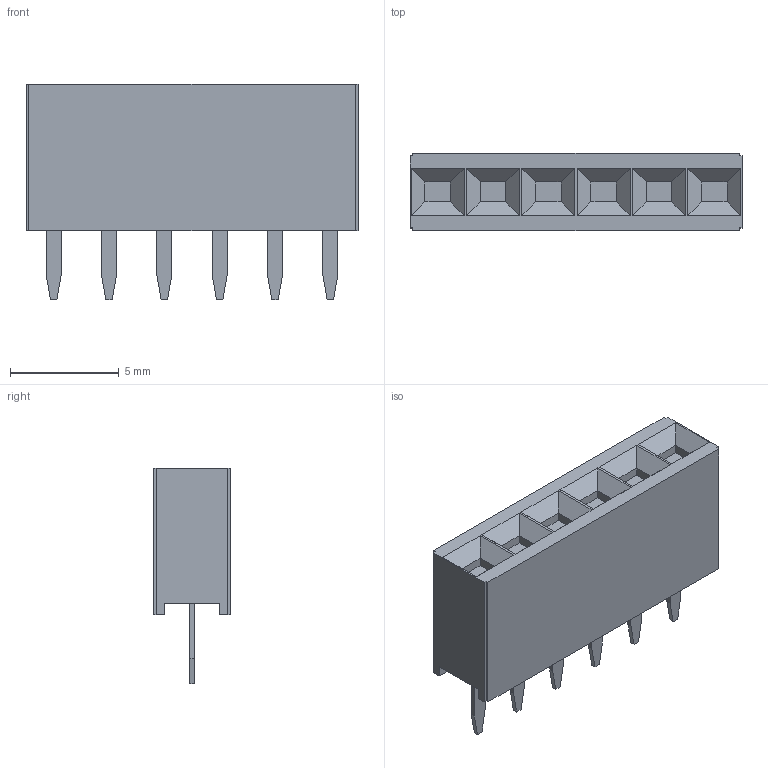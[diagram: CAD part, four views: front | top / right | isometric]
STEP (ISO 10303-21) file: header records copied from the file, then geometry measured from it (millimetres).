
FILE_DESCRIPTION((''),'2;1');
FILE_NAME('C-535541-4','2008-02-04T',('workeradm'),('Tyco Electronics Corporation'),'PRO/ENGINEER BY PARAMETRIC TECHNOLOGY CORPORATION, 2005450','PRO/ENGINEER BY PARAMETRIC TECHNOLOGY CORPORATION, 2005450','');
FILE_SCHEMA(('CONFIG_CONTROL_DESIGN', 'GEOMETRIC_VALIDATION_PROPERTIES_MIM'));
Length unit declared in the file: millimetre
Products named in the file (1): C-535541-4
Bounding box: 15.24 x 3.56 x 9.91 mm (x, y, z)
Volume: 333.8 mm3; surface area: 431.5 mm2
Topology: 1 solids, 1 shells, 114 faces, 276 edges, 176 vertices
Faces by surface type: plane 114
Entity records: 3357 total; most frequent: CARTESIAN_POINT 567, ORIENTED_EDGE 552, DIRECTION 504, VECTOR 276, LINE 276, EDGE_CURVE 276, VERTEX_POINT 176, EDGE_LOOP 126
